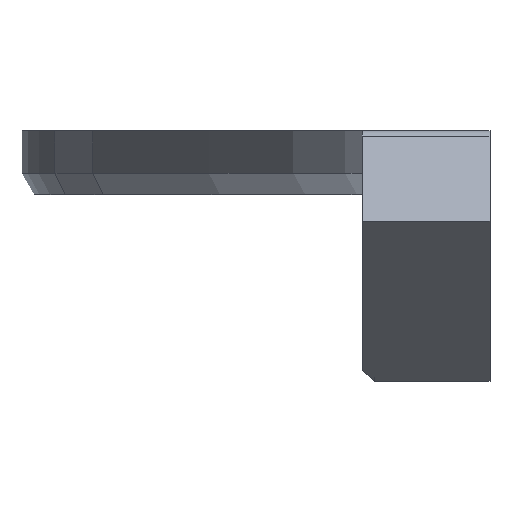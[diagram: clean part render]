
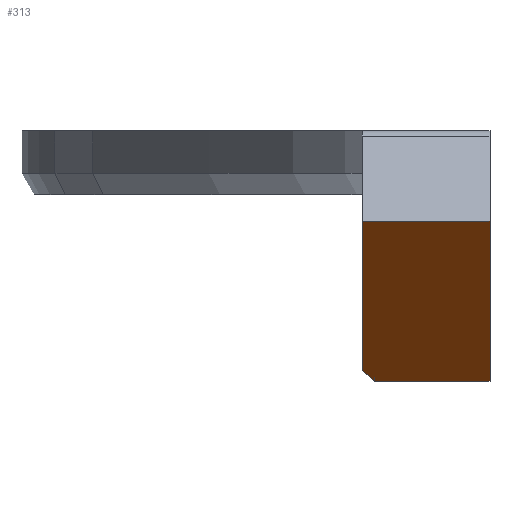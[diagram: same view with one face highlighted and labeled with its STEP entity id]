
A CAD part, front view. The second image highlights one B-rep face of the part: STEP entity #313.
In plain terms, the highlighted planar face has unit normal (0, -0.5, -0.866).
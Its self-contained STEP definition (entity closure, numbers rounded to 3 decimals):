
#313=ADVANCED_FACE('',(#444),#446,.T.);
#444=FACE_BOUND('',#445,.T.);
#445=EDGE_LOOP('',(#754,#755,#756,#757,#758));
#446=PLANE('',#447);
#447=AXIS2_PLACEMENT_3D('',#448,#449,#450);
#448=CARTESIAN_POINT('',(11.,-210.67,-2.5));
#449=DIRECTION('',(0.,-0.5,-0.866));
#450=DIRECTION('',(0.,0.866,-0.5));
#754=ORIENTED_EDGE('',*,*,#921,.F.);
#755=ORIENTED_EDGE('',*,*,#922,.T.);
#756=ORIENTED_EDGE('',*,*,#897,.F.);
#757=ORIENTED_EDGE('',*,*,#923,.F.);
#758=ORIENTED_EDGE('',*,*,#878,.F.);
#878=EDGE_CURVE('',#978,#980,#981,.T.);
#897=EDGE_CURVE('',#1016,#1018,#1019,.T.);
#921=EDGE_CURVE('',#1053,#978,#1055,.F.);
#922=EDGE_CURVE('',#1053,#1018,#1056,.T.);
#923=EDGE_CURVE('',#980,#1016,#1057,.T.);
#978=VERTEX_POINT('',#1148);
#980=VERTEX_POINT('',#1153);
#981=LINE('',#1154,#1155);
#1016=VERTEX_POINT('',#1230);
#1018=VERTEX_POINT('',#1234);
#1019=LINE('',#1235,#1236);
#1053=VERTEX_POINT('',#1319);
#1055=LINE('',#1324,#1325);
#1056=LINE('',#1327,#1328);
#1057=LINE('',#1330,#1331);
#1148=CARTESIAN_POINT('',(12.,-186.421,-16.5));
#1153=CARTESIAN_POINT('',(12.,-210.67,-2.5));
#1154=CARTESIAN_POINT('',(12.,-186.421,-16.5));
#1155=VECTOR('',#1156,1.);
#1156=DIRECTION('',(0.,-0.866,0.5));
#1230=CARTESIAN_POINT('',(24.,-210.67,-2.5));
#1234=CARTESIAN_POINT('',(24.,-184.689,-17.5));
#1235=CARTESIAN_POINT('',(24.,-210.67,-2.5));
#1236=VECTOR('',#1237,1.);
#1237=DIRECTION('',(0.,0.866,-0.5));
#1319=CARTESIAN_POINT('',(13.155,-184.689,-17.5));
#1324=CARTESIAN_POINT('',(12.,-186.421,-16.5));
#1325=VECTOR('',#1326,1.);
#1326=DIRECTION('',(0.5,0.75,-0.433));
#1327=CARTESIAN_POINT('',(13.155,-184.689,-17.5));
#1328=VECTOR('',#1329,1.);
#1329=DIRECTION('',(1.,0.,0.));
#1330=CARTESIAN_POINT('',(12.,-210.67,-2.5));
#1331=VECTOR('',#1332,1.);
#1332=DIRECTION('',(1.,0.,0.));
